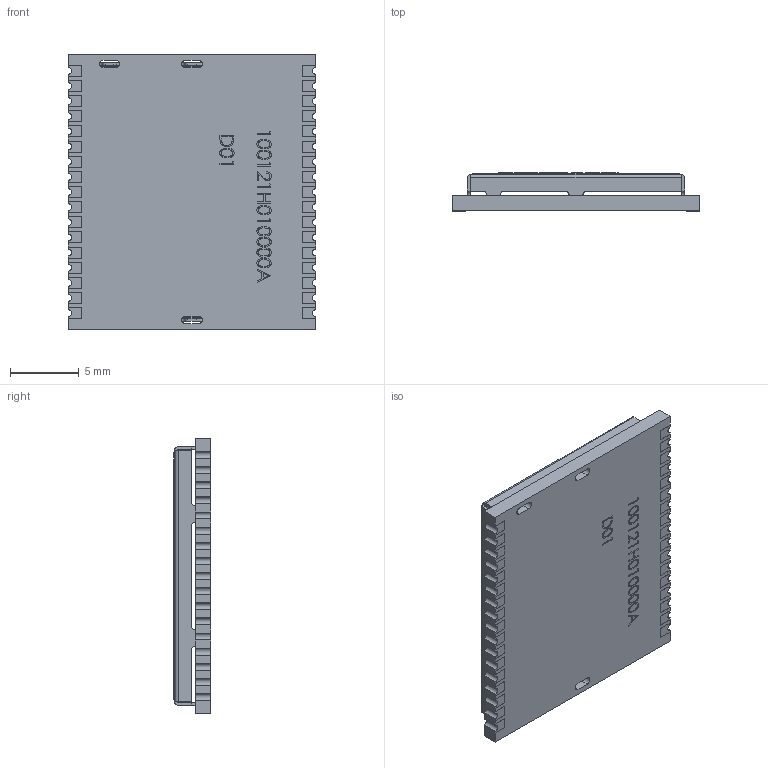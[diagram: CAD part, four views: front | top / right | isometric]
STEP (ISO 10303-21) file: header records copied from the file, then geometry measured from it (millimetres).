
FILE_DESCRIPTION (( 'STEP AP214' ), '1' );
FILE_NAME ('TFM.115A.STEP', '2024-10-09T08:48:53', ( '' ), ( '' ), 'SwSTEP 2.0', 'SolidWorks 2022', '' );
FILE_SCHEMA (( 'AUTOMOTIVE_DESIGN' ));
Length unit declared in the file: millimetre
Products named in the file (1): TFM.115A
Bounding box: 18 x 2.76 x 20 mm (x, y, z)
Volume: 485.9 mm3; surface area: 2112 mm2
Topology: 3 solids, 3 shells, 914 faces, 2531 edges, 1682 vertices
Faces by surface type: plane 681, bspline 157, cylinder 76
Entity records: 41745 total; most frequent: CARTESIAN_POINT 13549, ORIENTED_EDGE 5062, DIRECTION 3885, EDGE_CURVE 2531, VECTOR 2065, LINE 2065, VERTEX_POINT 1682, EDGE_LOOP 981
